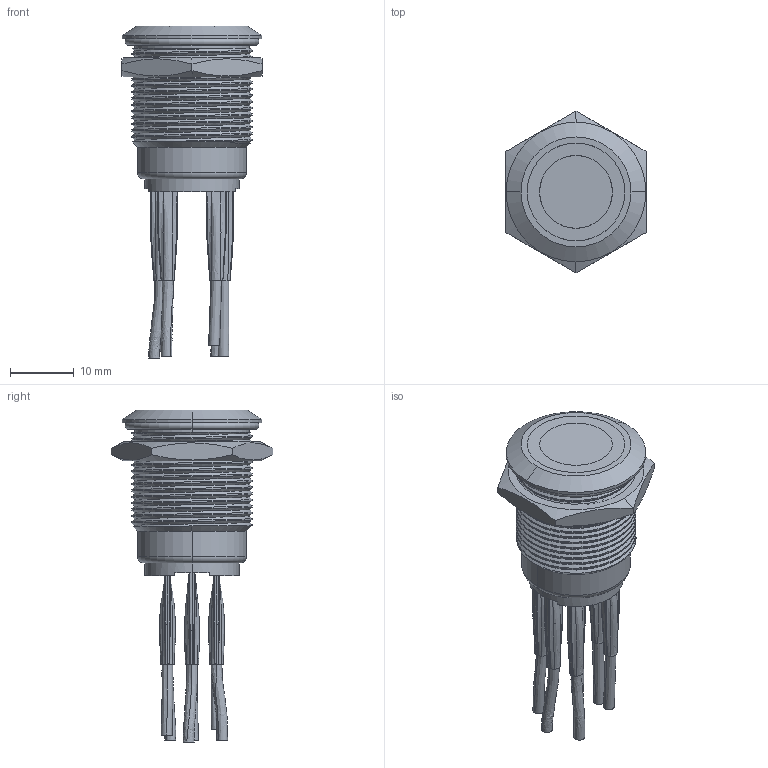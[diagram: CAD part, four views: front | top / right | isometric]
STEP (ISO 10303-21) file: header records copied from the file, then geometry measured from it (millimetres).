
FILE_DESCRIPTION (( 'STEP AP214' ), '1' );
FILE_NAME ('PB19NONCB126FS.STEP', '2021-08-02T06:56:34', ( '' ), ( '' ), 'SwSTEP 2.0', 'SolidWorks 2020', '' );
FILE_SCHEMA (( 'AUTOMOTIVE_DESIGN' ));
Length unit declared in the file: millimetre
Products named in the file (5): BP-ECROU; BP-BOUTON POUSSOIR INOX_PB19NO NC B12; PB19NONCB126FS; BP-JOINT_COMPRESSE; FILS^PB19_6 FILS
Assembly tree (4 placements, depth 2):
  PB19NONCB126FS
    BP-BOUTON POUSSOIR INOX_PB19NO NC B12
    BP-ECROU
    BP-JOINT_COMPRESSE
    FILS^PB19_6 FILS
Bounding box: 22 x 25.4 x 52.08 mm (x, y, z)
Volume: 7604.8 mm3; surface area: 5988.3 mm2
Topology: 15 solids, 15 shells, 360 faces, 941 edges, 626 vertices
Faces by surface type: bspline 178, plane 101, cylinder 65, cone 8, torus 8
Entity records: 44430 total; most frequent: CARTESIAN_POINT 33348, ORIENTED_EDGE 1878, DIRECTION 1165, EDGE_CURVE 939, VERTEX_POINT 622, AXIS2_PLACEMENT_3D 429, EDGE_LOOP 401, ADVANCED_FACE 360
